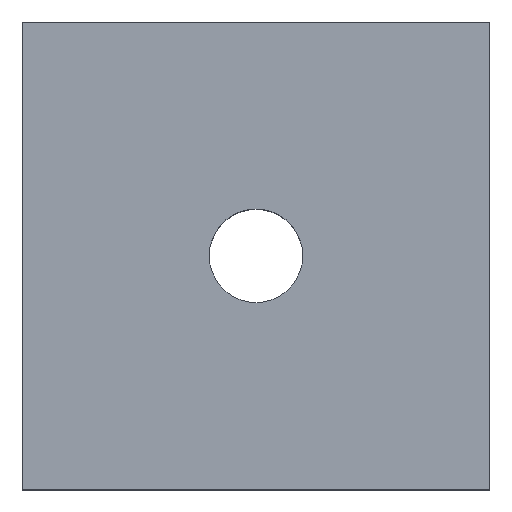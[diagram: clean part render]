
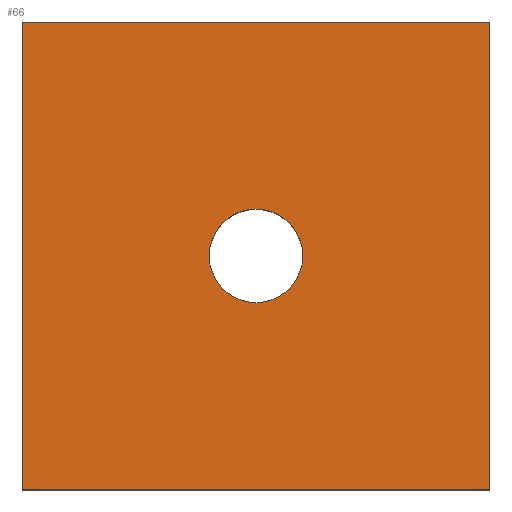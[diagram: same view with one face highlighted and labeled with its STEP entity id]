
A CAD part, top view. The second image highlights one B-rep face of the part: STEP entity #66.
In plain terms, the highlighted planar face has unit normal (0, 0, 1).
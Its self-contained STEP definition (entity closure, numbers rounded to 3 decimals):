
#47=FACE_BOUND('',#101,.T.);
#48=FACE_BOUND('',#102,.T.);
#57=CIRCLE('',#272,4.);
#66=ADVANCED_FACE('Face5',(#47,#48),#79,.T.);
#79=PLANE('',#275);
#101=EDGE_LOOP('',(#133,#134,#135,#136));
#102=EDGE_LOOP('',(#137));
#133=ORIENTED_EDGE('',*,*,#193,.T.);
#134=ORIENTED_EDGE('',*,*,#197,.T.);
#135=ORIENTED_EDGE('',*,*,#200,.T.);
#136=ORIENTED_EDGE('',*,*,#202,.T.);
#137=ORIENTED_EDGE('',*,*,#203,.F.);
#173=VERTEX_POINT('',#353);
#174=VERTEX_POINT('',#355);
#176=VERTEX_POINT('',#361);
#178=VERTEX_POINT('',#367);
#179=VERTEX_POINT('',#374);
#193=EDGE_CURVE('',#174,#173,#221,.T.);
#197=EDGE_CURVE('',#173,#176,#225,.T.);
#200=EDGE_CURVE('',#176,#178,#228,.T.);
#202=EDGE_CURVE('',#178,#174,#230,.T.);
#203=EDGE_CURVE('',#179,#179,#57,.T.);
#221=LINE('',#354,#245);
#225=LINE('',#362,#249);
#228=LINE('',#368,#252);
#230=LINE('',#371,#254);
#245=VECTOR('',#290,1.);
#249=VECTOR('',#296,1.);
#252=VECTOR('',#301,1.);
#254=VECTOR('',#305,1.);
#272=AXIS2_PLACEMENT_3D('',#373,#308,#309);
#275=AXIS2_PLACEMENT_3D('',#378,#314,#315);
#290=DIRECTION('',(0.,-1.,0.));
#296=DIRECTION('',(1.,0.,0.));
#301=DIRECTION('',(0.,1.,0.));
#305=DIRECTION('',(-1.,0.,0.));
#308=DIRECTION('',(0.,0.,1.));
#309=DIRECTION('',(1.,0.,0.));
#314=DIRECTION('',(0.,0.,1.));
#315=DIRECTION('',(1.,0.,0.));
#353=CARTESIAN_POINT('',(-20.,-20.,10.));
#354=CARTESIAN_POINT('',(-20.,20.,10.));
#355=CARTESIAN_POINT('',(-20.,20.,10.));
#361=CARTESIAN_POINT('',(20.,-20.,10.));
#362=CARTESIAN_POINT('',(-20.,-20.,10.));
#367=CARTESIAN_POINT('',(20.,20.,10.));
#368=CARTESIAN_POINT('',(20.,-20.,10.));
#371=CARTESIAN_POINT('',(20.,20.,10.));
#373=CARTESIAN_POINT('',(0.,0.,10.));
#374=CARTESIAN_POINT('',(4.,0.,10.));
#378=CARTESIAN_POINT('',(0.,0.,10.));
